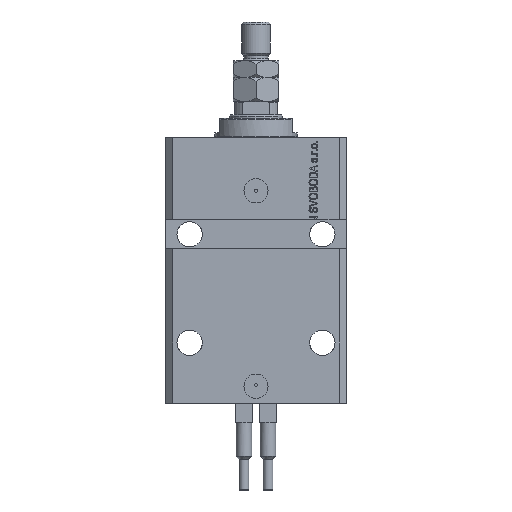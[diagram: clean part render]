
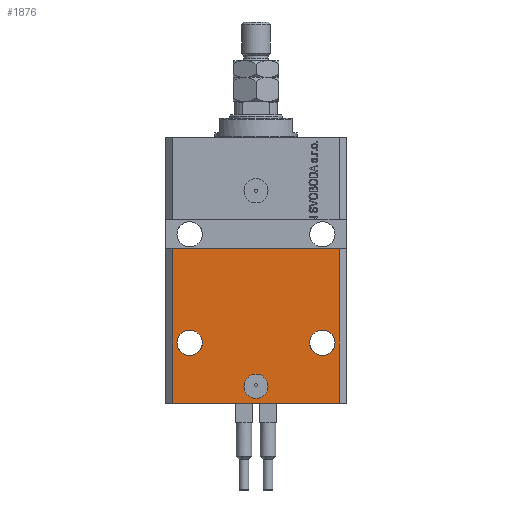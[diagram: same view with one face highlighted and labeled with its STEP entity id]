
A CAD part, front view. The second image highlights one B-rep face of the part: STEP entity #1876.
In plain terms, the highlighted planar face has unit normal (0, -1, 0).
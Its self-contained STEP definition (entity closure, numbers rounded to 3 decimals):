
#9 = ORIENTED_EDGE ( 'NONE', *, *, #27018, .F. ) ;
#665 = CARTESIAN_POINT ( 'NONE',  ( -22.25, -27.5, -85. ) ) ;
#1512 = CARTESIAN_POINT ( 'NONE',  ( 34.5, -27.5, -110. ) ) ;
#1857 = DIRECTION ( 'NONE',  ( 1., 0., 0. ) ) ;
#1876 = ADVANCED_FACE ( 'NONE', ( #9253, #39292, #4476, #19967 ), #35465, .T. ) ;
#2286 = VERTEX_POINT ( 'NONE', #18800 ) ;
#2647 = VECTOR ( 'NONE', #6125, 1000. ) ;
#4476 = FACE_BOUND ( 'NONE', #35700, .T. ) ;
#5812 = DIRECTION ( 'NONE',  ( 0., -1., 0. ) ) ;
#5831 = DIRECTION ( 'NONE',  ( 1., 0., 0. ) ) ;
#6067 = EDGE_CURVE ( 'NONE', #28847, #2286, #31033, .T. ) ;
#6125 = DIRECTION ( 'NONE',  ( 1., 0., 0. ) ) ;
#6676 = CIRCLE ( 'NONE', #40021, 5. ) ;
#7001 = CIRCLE ( 'NONE', #33776, 5.25 ) ;
#7018 = VERTEX_POINT ( 'NONE', #8707 ) ;
#7164 = EDGE_CURVE ( 'NONE', #2286, #28847, #6676, .T. ) ;
#7293 = EDGE_LOOP ( 'NONE', ( #47518, #42701 ) ) ;
#8323 = EDGE_CURVE ( 'NONE', #19597, #27704, #45721, .T. ) ;
#8516 = DIRECTION ( 'NONE',  ( 0., 0., -1. ) ) ;
#8707 = CARTESIAN_POINT ( 'NONE',  ( 32.75, -27.5, -85. ) ) ;
#8725 = CIRCLE ( 'NONE', #28993, 5.25 ) ;
#8967 = ORIENTED_EDGE ( 'NONE', *, *, #8323, .F. ) ;
#9253 = FACE_BOUND ( 'NONE', #7293, .T. ) ;
#9854 = DIRECTION ( 'NONE',  ( 0., -1., 0. ) ) ;
#10434 = DIRECTION ( 'NONE',  ( 1., 0., 0. ) ) ;
#12283 = CARTESIAN_POINT ( 'NONE',  ( 34.5, -27.5, -46. ) ) ;
#12958 = LINE ( 'NONE', #27964, #50075 ) ;
#13542 = CARTESIAN_POINT ( 'NONE',  ( -34.5, -27.5, -110. ) ) ;
#14425 = EDGE_CURVE ( 'NONE', #27704, #19597, #7001, .T. ) ;
#14432 = DIRECTION ( 'NONE',  ( -1., 0., 0. ) ) ;
#15026 = EDGE_LOOP ( 'NONE', ( #49034, #39869, #29438, #39194 ) ) ;
#15834 = CARTESIAN_POINT ( 'NONE',  ( -34.5, -27.5, -110. ) ) ;
#15911 = CARTESIAN_POINT ( 'NONE',  ( 5., -27.5, -103. ) ) ;
#16503 = CARTESIAN_POINT ( 'NONE',  ( 22.25, -27.5, -85. ) ) ;
#18724 = VERTEX_POINT ( 'NONE', #30240 ) ;
#18800 = CARTESIAN_POINT ( 'NONE',  ( -5., -27.5, -103. ) ) ;
#18974 = EDGE_CURVE ( 'NONE', #36580, #23050, #12958, .T. ) ;
#19597 = VERTEX_POINT ( 'NONE', #665 ) ;
#19712 = VECTOR ( 'NONE', #27759, 1000. ) ;
#19967 = FACE_OUTER_BOUND ( 'NONE', #15026, .T. ) ;
#20852 = CARTESIAN_POINT ( 'NONE',  ( 27.5, -27.5, -85. ) ) ;
#21826 = CARTESIAN_POINT ( 'NONE',  ( 27.5, -27.5, -85. ) ) ;
#21924 = DIRECTION ( 'NONE',  ( 0., -1., 0. ) ) ;
#23050 = VERTEX_POINT ( 'NONE', #12283 ) ;
#23265 = AXIS2_PLACEMENT_3D ( 'NONE', #21826, #48065, #37333 ) ;
#25431 = LINE ( 'NONE', #40958, #2647 ) ;
#27018 = EDGE_CURVE ( 'NONE', #49333, #7018, #28181, .T. ) ;
#27661 = EDGE_CURVE ( 'NONE', #7018, #49333, #8725, .T. ) ;
#27704 = VERTEX_POINT ( 'NONE', #46259 ) ;
#27759 = DIRECTION ( 'NONE',  ( 0., 0., 1. ) ) ;
#27964 = CARTESIAN_POINT ( 'NONE',  ( 34.5, -27.5, -110. ) ) ;
#28181 = CIRCLE ( 'NONE', #23265, 5.25 ) ;
#28699 = CARTESIAN_POINT ( 'NONE',  ( 0., -27.5, -103. ) ) ;
#28847 = VERTEX_POINT ( 'NONE', #15911 ) ;
#28993 = AXIS2_PLACEMENT_3D ( 'NONE', #20852, #29711, #5831 ) ;
#29438 = ORIENTED_EDGE ( 'NONE', *, *, #49604, .T. ) ;
#29475 = AXIS2_PLACEMENT_3D ( 'NONE', #29927, #9854, #14432 ) ;
#29711 = DIRECTION ( 'NONE',  ( 0., -1., 0. ) ) ;
#29756 = CARTESIAN_POINT ( 'NONE',  ( 0., -27.5, -103. ) ) ;
#29927 = CARTESIAN_POINT ( 'NONE',  ( -27.5, -27.5, -85. ) ) ;
#30240 = CARTESIAN_POINT ( 'NONE',  ( -34.5, -27.5, -110. ) ) ;
#31033 = CIRCLE ( 'NONE', #49032, 5. ) ;
#31657 = CARTESIAN_POINT ( 'NONE',  ( -34.5, -27.5, -110. ) ) ;
#33776 = AXIS2_PLACEMENT_3D ( 'NONE', #45089, #21924, #36683 ) ;
#34544 = EDGE_LOOP ( 'NONE', ( #39452, #9 ) ) ;
#35465 = PLANE ( 'NONE',  #40703 ) ;
#35700 = EDGE_LOOP ( 'NONE', ( #8967, #36724 ) ) ;
#36580 = VERTEX_POINT ( 'NONE', #1512 ) ;
#36666 = LINE ( 'NONE', #13542, #39316 ) ;
#36683 = DIRECTION ( 'NONE',  ( -1., 0., 0. ) ) ;
#36724 = ORIENTED_EDGE ( 'NONE', *, *, #14425, .F. ) ;
#37333 = DIRECTION ( 'NONE',  ( 1., 0., 0. ) ) ;
#39194 = ORIENTED_EDGE ( 'NONE', *, *, #18974, .T. ) ;
#39292 = FACE_BOUND ( 'NONE', #34544, .T. ) ;
#39316 = VECTOR ( 'NONE', #1857, 1000. ) ;
#39452 = ORIENTED_EDGE ( 'NONE', *, *, #27661, .F. ) ;
#39869 = ORIENTED_EDGE ( 'NONE', *, *, #42944, .F. ) ;
#40021 = AXIS2_PLACEMENT_3D ( 'NONE', #29756, #44784, #10434 ) ;
#40703 = AXIS2_PLACEMENT_3D ( 'NONE', #31657, #43361, #8516 ) ;
#40958 = CARTESIAN_POINT ( 'NONE',  ( -37.5, -27.5, -46. ) ) ;
#42701 = ORIENTED_EDGE ( 'NONE', *, *, #7164, .F. ) ;
#42944 = EDGE_CURVE ( 'NONE', #18724, #50105, #43028, .T. ) ;
#43028 = LINE ( 'NONE', #15834, #19712 ) ;
#43043 = EDGE_CURVE ( 'NONE', #50105, #23050, #25431, .T. ) ;
#43361 = DIRECTION ( 'NONE',  ( 0., -1., 0. ) ) ;
#43708 = CARTESIAN_POINT ( 'NONE',  ( -34.5, -27.5, -46. ) ) ;
#44784 = DIRECTION ( 'NONE',  ( 0., -1., 0. ) ) ;
#45089 = CARTESIAN_POINT ( 'NONE',  ( -27.5, -27.5, -85. ) ) ;
#45721 = CIRCLE ( 'NONE', #29475, 5.25 ) ;
#46259 = CARTESIAN_POINT ( 'NONE',  ( -32.75, -27.5, -85. ) ) ;
#47130 = DIRECTION ( 'NONE',  ( 1., 0., 0. ) ) ;
#47518 = ORIENTED_EDGE ( 'NONE', *, *, #6067, .F. ) ;
#48049 = DIRECTION ( 'NONE',  ( 0., 0., 1. ) ) ;
#48065 = DIRECTION ( 'NONE',  ( 0., -1., 0. ) ) ;
#49032 = AXIS2_PLACEMENT_3D ( 'NONE', #28699, #5812, #47130 ) ;
#49034 = ORIENTED_EDGE ( 'NONE', *, *, #43043, .F. ) ;
#49333 = VERTEX_POINT ( 'NONE', #16503 ) ;
#49604 = EDGE_CURVE ( 'NONE', #18724, #36580, #36666, .T. ) ;
#50075 = VECTOR ( 'NONE', #48049, 1000. ) ;
#50105 = VERTEX_POINT ( 'NONE', #43708 ) ;
